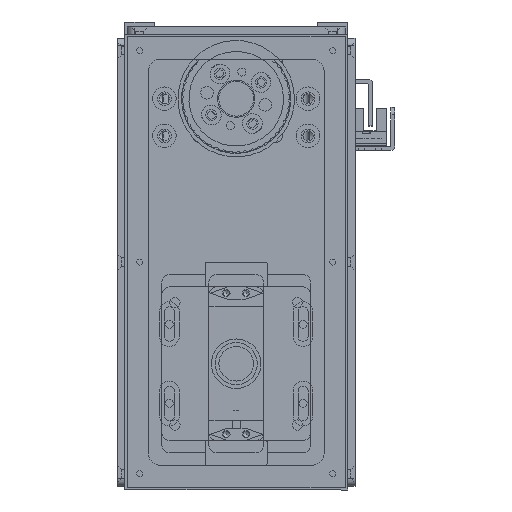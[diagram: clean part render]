
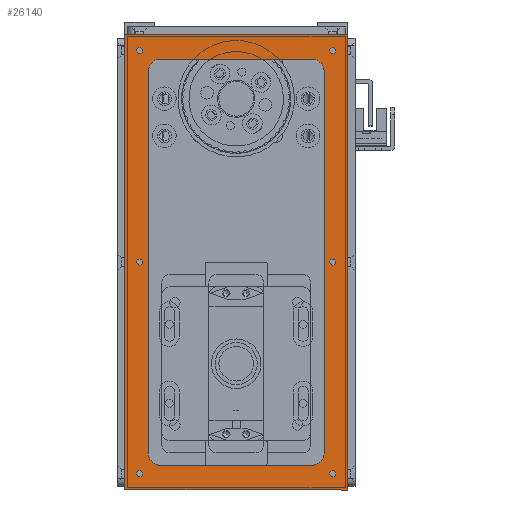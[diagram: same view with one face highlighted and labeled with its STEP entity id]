
A CAD part, left-side view. The second image highlights one B-rep face of the part: STEP entity #26140.
In plain terms, the highlighted face is planar.
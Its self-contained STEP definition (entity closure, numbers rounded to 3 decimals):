
#955=FACE_BOUND('',#5220,.T.);
#956=FACE_BOUND('',#5221,.T.);
#957=FACE_BOUND('',#5222,.T.);
#958=FACE_BOUND('',#5223,.T.);
#959=FACE_BOUND('',#5224,.T.);
#960=FACE_BOUND('',#5225,.T.);
#961=FACE_BOUND('',#5226,.T.);
#1543=PLANE('',#29010);
#3424=FACE_OUTER_BOUND('',#5219,.T.);
#5219=EDGE_LOOP('',(#23042,#23043,#23044,#23045));
#5220=EDGE_LOOP('',(#23046));
#5221=EDGE_LOOP('',(#23047));
#5222=EDGE_LOOP('',(#23048));
#5223=EDGE_LOOP('',(#23049));
#5224=EDGE_LOOP('',(#23050));
#5225=EDGE_LOOP('',(#23051));
#5226=EDGE_LOOP('',(#23052,#23053,#23054,#23055,#23056,#23057,#23058,#23059));
#7228=LINE('',#44174,#9289);
#7234=LINE('',#44189,#9295);
#7238=LINE('',#44201,#9299);
#7241=LINE('',#44210,#9302);
#7318=LINE('',#44479,#9379);
#7322=LINE('',#44487,#9383);
#7325=LINE('',#44493,#9386);
#7328=LINE('',#44498,#9389);
#9289=VECTOR('',#35477,10.);
#9295=VECTOR('',#35491,10.);
#9299=VECTOR('',#35503,10.);
#9302=VECTOR('',#35514,10.);
#9379=VECTOR('',#35795,10.);
#9383=VECTOR('',#35801,10.);
#9386=VECTOR('',#35806,10.);
#9389=VECTOR('',#35811,10.);
#10759=CIRCLE('',#28889,5.);
#10761=CIRCLE('',#28893,5.);
#10763=CIRCLE('',#28897,5.);
#10765=CIRCLE('',#28901,5.);
#10779=CIRCLE('',#28923,1.23);
#10781=CIRCLE('',#28926,1.23);
#10783=CIRCLE('',#28929,1.23);
#10785=CIRCLE('',#28932,1.23);
#10787=CIRCLE('',#28935,1.23);
#10789=CIRCLE('',#28938,1.23);
#13097=VERTEX_POINT('',#44164);
#13098=VERTEX_POINT('',#44165);
#13101=VERTEX_POINT('',#44173);
#13103=VERTEX_POINT('',#44179);
#13104=VERTEX_POINT('',#44180);
#13107=VERTEX_POINT('',#44191);
#13108=VERTEX_POINT('',#44192);
#13111=VERTEX_POINT('',#44203);
#13125=VERTEX_POINT('',#44248);
#13127=VERTEX_POINT('',#44254);
#13129=VERTEX_POINT('',#44260);
#13131=VERTEX_POINT('',#44266);
#13133=VERTEX_POINT('',#44272);
#13135=VERTEX_POINT('',#44278);
#13201=VERTEX_POINT('',#44477);
#13202=VERTEX_POINT('',#44478);
#13205=VERTEX_POINT('',#44486);
#13207=VERTEX_POINT('',#44492);
#16430=EDGE_CURVE('',#13097,#13098,#10759,.T.);
#16434=EDGE_CURVE('',#13101,#13098,#7228,.T.);
#16437=EDGE_CURVE('',#13103,#13104,#10761,.T.);
#16442=EDGE_CURVE('',#13097,#13104,#7234,.T.);
#16443=EDGE_CURVE('',#13107,#13108,#10763,.T.);
#16448=EDGE_CURVE('',#13103,#13108,#7238,.T.);
#16449=EDGE_CURVE('',#13101,#13111,#10765,.T.);
#16453=EDGE_CURVE('',#13107,#13111,#7241,.T.);
#16472=EDGE_CURVE('',#13125,#13125,#10779,.T.);
#16475=EDGE_CURVE('',#13127,#13127,#10781,.T.);
#16478=EDGE_CURVE('',#13129,#13129,#10783,.T.);
#16481=EDGE_CURVE('',#13131,#13131,#10785,.T.);
#16484=EDGE_CURVE('',#13133,#13133,#10787,.T.);
#16487=EDGE_CURVE('',#13135,#13135,#10789,.T.);
#16586=EDGE_CURVE('',#13201,#13202,#7318,.T.);
#16590=EDGE_CURVE('',#13205,#13201,#7322,.T.);
#16593=EDGE_CURVE('',#13207,#13205,#7325,.T.);
#16596=EDGE_CURVE('',#13202,#13207,#7328,.T.);
#23042=ORIENTED_EDGE('',*,*,#16596,.F.);
#23043=ORIENTED_EDGE('',*,*,#16586,.F.);
#23044=ORIENTED_EDGE('',*,*,#16590,.F.);
#23045=ORIENTED_EDGE('',*,*,#16593,.F.);
#23046=ORIENTED_EDGE('',*,*,#16472,.T.);
#23047=ORIENTED_EDGE('',*,*,#16475,.T.);
#23048=ORIENTED_EDGE('',*,*,#16478,.T.);
#23049=ORIENTED_EDGE('',*,*,#16481,.T.);
#23050=ORIENTED_EDGE('',*,*,#16484,.T.);
#23051=ORIENTED_EDGE('',*,*,#16487,.T.);
#23052=ORIENTED_EDGE('',*,*,#16434,.T.);
#23053=ORIENTED_EDGE('',*,*,#16430,.F.);
#23054=ORIENTED_EDGE('',*,*,#16442,.T.);
#23055=ORIENTED_EDGE('',*,*,#16437,.F.);
#23056=ORIENTED_EDGE('',*,*,#16448,.T.);
#23057=ORIENTED_EDGE('',*,*,#16443,.F.);
#23058=ORIENTED_EDGE('',*,*,#16453,.T.);
#23059=ORIENTED_EDGE('',*,*,#16449,.F.);
#26140=ADVANCED_FACE('',(#3424,#955,#956,#957,#958,#959,#960,#961),#1543,
 .T.);
#28889=AXIS2_PLACEMENT_3D('',#44166,#35469,#35470);
#28893=AXIS2_PLACEMENT_3D('',#44181,#35482,#35483);
#28897=AXIS2_PLACEMENT_3D('',#44193,#35494,#35495);
#28901=AXIS2_PLACEMENT_3D('',#44204,#35506,#35507);
#28923=AXIS2_PLACEMENT_3D('',#44249,#35559,#35560);
#28926=AXIS2_PLACEMENT_3D('',#44255,#35566,#35567);
#28929=AXIS2_PLACEMENT_3D('',#44261,#35573,#35574);
#28932=AXIS2_PLACEMENT_3D('',#44267,#35580,#35581);
#28935=AXIS2_PLACEMENT_3D('',#44273,#35587,#35588);
#28938=AXIS2_PLACEMENT_3D('',#44279,#35594,#35595);
#29010=AXIS2_PLACEMENT_3D('',#44501,#35815,#35816);
#35469=DIRECTION('center_axis',(0.,0.,1.));
#35470=DIRECTION('ref_axis',(0.707,0.707,0.));
#35477=DIRECTION('',(1.,0.,0.));
#35482=DIRECTION('center_axis',(0.,0.,1.));
#35483=DIRECTION('ref_axis',(0.707,-0.707,0.));
#35491=DIRECTION('',(0.,-1.,0.));
#35494=DIRECTION('center_axis',(0.,0.,1.));
#35495=DIRECTION('ref_axis',(-0.707,-0.707,0.));
#35503=DIRECTION('',(-1.,0.,0.));
#35506=DIRECTION('center_axis',(0.,0.,1.));
#35507=DIRECTION('ref_axis',(-0.707,0.707,0.));
#35514=DIRECTION('',(0.,1.,0.));
#35559=DIRECTION('center_axis',(0.,0.,-1.));
#35560=DIRECTION('ref_axis',(1.,0.,0.));
#35566=DIRECTION('center_axis',(0.,0.,-1.));
#35567=DIRECTION('ref_axis',(1.,0.,0.));
#35573=DIRECTION('center_axis',(0.,0.,-1.));
#35574=DIRECTION('ref_axis',(1.,0.,0.));
#35580=DIRECTION('center_axis',(0.,0.,-1.));
#35581=DIRECTION('ref_axis',(1.,0.,0.));
#35587=DIRECTION('center_axis',(0.,0.,-1.));
#35588=DIRECTION('ref_axis',(1.,0.,0.));
#35594=DIRECTION('center_axis',(0.,0.,-1.));
#35595=DIRECTION('ref_axis',(1.,0.,0.));
#35795=DIRECTION('',(0.,1.,0.));
#35801=DIRECTION('',(-1.,0.,0.));
#35806=DIRECTION('',(0.,-1.,0.));
#35811=DIRECTION('',(1.,0.,0.));
#35815=DIRECTION('center_axis',(0.,0.,1.));
#35816=DIRECTION('ref_axis',(1.,0.,0.));
#44164=CARTESIAN_POINT('',(82.,30.5,0.));
#44165=CARTESIAN_POINT('',(77.,35.5,0.));
#44166=CARTESIAN_POINT('Origin',(77.,30.5,0.));
#44173=CARTESIAN_POINT('',(-77.,35.5,0.));
#44174=CARTESIAN_POINT('',(-41.,35.5,0.));
#44179=CARTESIAN_POINT('',(77.,-35.5,0.));
#44180=CARTESIAN_POINT('',(82.,-30.5,0.));
#44181=CARTESIAN_POINT('Origin',(77.,-30.5,0.));
#44189=CARTESIAN_POINT('',(82.,17.75,0.));
#44191=CARTESIAN_POINT('',(-82.,-30.5,0.));
#44192=CARTESIAN_POINT('',(-77.,-35.5,0.));
#44193=CARTESIAN_POINT('Origin',(-77.,-30.5,0.));
#44201=CARTESIAN_POINT('',(41.,-35.5,0.));
#44203=CARTESIAN_POINT('',(-82.,30.5,0.));
#44204=CARTESIAN_POINT('Origin',(-77.,30.5,0.));
#44210=CARTESIAN_POINT('',(-82.,-17.75,0.));
#44248=CARTESIAN_POINT('',(84.271,39.,0.));
#44249=CARTESIAN_POINT('Origin',(85.5,39.,0.));
#44254=CARTESIAN_POINT('',(-1.23,-39.,0.));
#44255=CARTESIAN_POINT('Origin',(0.,-39.,0.));
#44260=CARTESIAN_POINT('',(-86.73,39.,0.));
#44261=CARTESIAN_POINT('Origin',(-85.5,39.,0.));
#44266=CARTESIAN_POINT('',(-86.73,-39.,0.));
#44267=CARTESIAN_POINT('Origin',(-85.5,-39.,0.));
#44272=CARTESIAN_POINT('',(84.271,-39.,0.));
#44273=CARTESIAN_POINT('Origin',(85.5,-39.,0.));
#44278=CARTESIAN_POINT('',(-1.23,39.,0.));
#44279=CARTESIAN_POINT('Origin',(0.,39.,0.));
#44477=CARTESIAN_POINT('',(-92.,-45.,0.));
#44478=CARTESIAN_POINT('',(-92.,45.,0.));
#44479=CARTESIAN_POINT('',(-92.,-45.,0.));
#44486=CARTESIAN_POINT('',(92.,-45.,0.));
#44487=CARTESIAN_POINT('',(92.,-45.,0.));
#44492=CARTESIAN_POINT('',(92.,45.,0.));
#44493=CARTESIAN_POINT('',(92.,45.,0.));
#44498=CARTESIAN_POINT('',(-92.,45.,0.));
#44501=CARTESIAN_POINT('Origin',(0.,0.,
0.));
